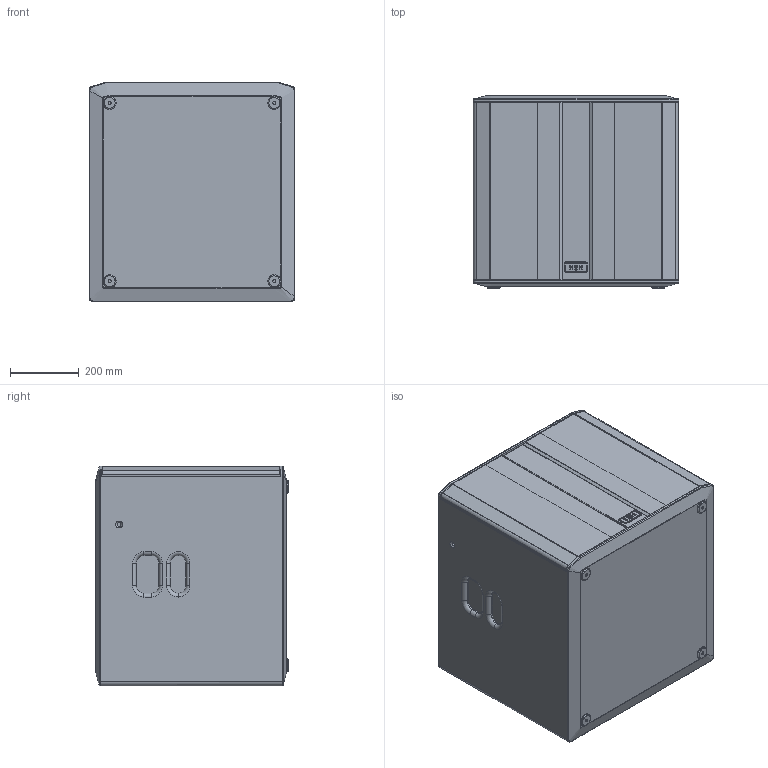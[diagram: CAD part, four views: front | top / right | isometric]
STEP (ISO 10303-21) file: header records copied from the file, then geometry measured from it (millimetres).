
FILE_DESCRIPTION (( 'STEP AP214' ), '1' );
FILE_NAME ('TNP-1800S Solid Part.STEP', '2017-11-15T14:24:01', ( '' ), ( '' ), 'SwSTEP 2.0', 'SolidWorks 2017', '' );
FILE_SCHEMA (( 'AUTOMOTIVE_DESIGN' ));
Length unit declared in the file: millimetre
Products named in the file (1): TNP-1800S Solid Part
Bounding box: 600 x 561 x 640.5 mm (x, y, z)
Volume: 209175620.2 mm3; surface area: 2532633.1 mm2
Topology: 1 solids, 2 shells, 531 faces, 1254 edges, 780 vertices
Faces by surface type: plane 236, cylinder 182, bspline 44, torus 35, cone 34
Entity records: 29623 total; most frequent: CARTESIAN_POINT 11521, DIRECTION 2589, ORIENTED_EDGE 2508, EDGE_CURVE 1254, AXIS2_PLACEMENT_3D 975, VERTEX_POINT 780, VECTOR 639, LINE 639
